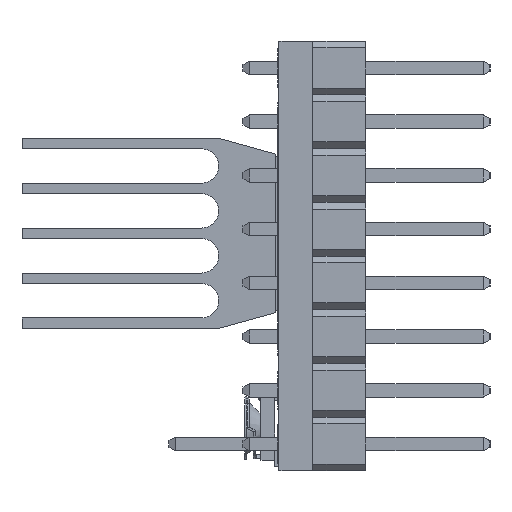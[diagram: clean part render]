
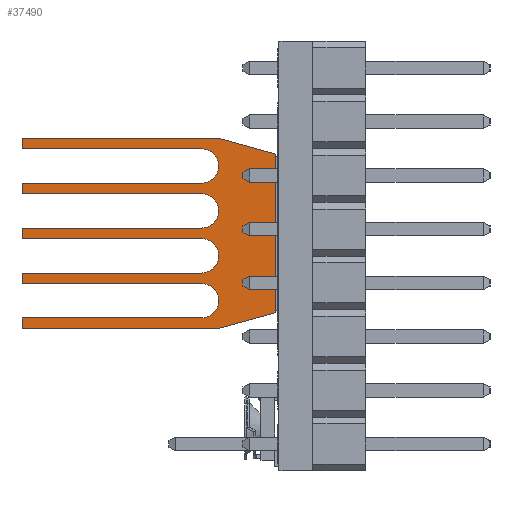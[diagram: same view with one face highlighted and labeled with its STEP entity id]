
A CAD part, left-side view. The second image highlights one B-rep face of the part: STEP entity #37490.
In plain terms, the highlighted face is planar.
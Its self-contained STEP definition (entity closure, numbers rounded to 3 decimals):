
#1404=CIRCLE('',#40156,0.813);
#1411=CIRCLE('',#40169,0.813);
#1418=CIRCLE('',#40182,0.813);
#1425=CIRCLE('',#40195,0.813);
#2357=FACE_OUTER_BOUND('',#4395,.T.);
#4395=EDGE_LOOP('',(#26324,#26325,#26326,#26327,#26328,#26329,#26330,#26331,
#26332,#26333,#26334,#26335,#26336,#26337,#26338,#26339,#26340,#26341,#26342,
#26343,#26344,#26345));
#7276=LINE('',#53881,#11555);
#7291=LINE('',#53912,#11570);
#7299=LINE('',#53930,#11578);
#7307=LINE('',#53948,#11586);
#7315=LINE('',#53966,#11594);
#7323=LINE('',#53984,#11602);
#7329=LINE('',#53996,#11608);
#7335=LINE('',#54008,#11614);
#7341=LINE('',#54020,#11620);
#7349=LINE('',#54050,#11628);
#7355=LINE('',#54062,#11634);
#7363=LINE('',#54092,#11642);
#7369=LINE('',#54104,#11648);
#7377=LINE('',#54134,#11656);
#7383=LINE('',#54146,#11662);
#7391=LINE('',#54176,#11670);
#7415=LINE('',#54229,#11694);
#7419=LINE('',#54234,#11698);
#11555=VECTOR('',#44208,7.5);
#11570=VECTOR('',#44227,0.5);
#11578=VECTOR('',#44239,0.5);
#11586=VECTOR('',#44251,0.5);
#11594=VECTOR('',#44263,0.5);
#11602=VECTOR('',#44275,0.5);
#11608=VECTOR('',#44285,9.3);
#11614=VECTOR('',#44295,9.3);
#11620=VECTOR('',#44305,8.488);
#11628=VECTOR('',#44335,8.488);
#11634=VECTOR('',#44345,8.488);
#11642=VECTOR('',#44375,8.488);
#11648=VECTOR('',#44385,8.488);
#11656=VECTOR('',#44415,8.488);
#11662=VECTOR('',#44425,8.488);
#11670=VECTOR('',#44455,8.488);
#11694=VECTOR('',#44493,2.802);
#11698=VECTOR('',#44499,2.802);
#15438=VERTEX_POINT('',#53879);
#15439=VERTEX_POINT('',#53880);
#15450=VERTEX_POINT('',#53905);
#15453=VERTEX_POINT('',#53910);
#15458=VERTEX_POINT('',#53923);
#15461=VERTEX_POINT('',#53928);
#15466=VERTEX_POINT('',#53941);
#15469=VERTEX_POINT('',#53946);
#15474=VERTEX_POINT('',#53959);
#15477=VERTEX_POINT('',#53964);
#15483=VERTEX_POINT('',#53978);
#15485=VERTEX_POINT('',#53982);
#15489=VERTEX_POINT('',#53993);
#15493=VERTEX_POINT('',#54006);
#15496=VERTEX_POINT('',#54016);
#15506=VERTEX_POINT('',#54039);
#15511=VERTEX_POINT('',#54058);
#15521=VERTEX_POINT('',#54081);
#15526=VERTEX_POINT('',#54100);
#15536=VERTEX_POINT('',#54123);
#15541=VERTEX_POINT('',#54142);
#15551=VERTEX_POINT('',#54165);
#19475=EDGE_CURVE('',#15438,#15439,#7276,.T.);
#19490=EDGE_CURVE('',#15453,#15450,#7291,.T.);
#19498=EDGE_CURVE('',#15461,#15458,#7299,.T.);
#19506=EDGE_CURVE('',#15469,#15466,#7307,.T.);
#19514=EDGE_CURVE('',#15477,#15474,#7315,.T.);
#19522=EDGE_CURVE('',#15485,#15483,#7323,.T.);
#19528=EDGE_CURVE('',#15483,#15489,#7329,.T.);
#19534=EDGE_CURVE('',#15493,#15477,#7335,.T.);
#19540=EDGE_CURVE('',#15474,#15496,#7341,.T.);
#19549=EDGE_CURVE('',#15496,#15506,#1404,.F.);
#19555=EDGE_CURVE('',#15506,#15469,#7349,.T.);
#19561=EDGE_CURVE('',#15466,#15511,#7355,.T.);
#19570=EDGE_CURVE('',#15511,#15521,#1411,.F.);
#19576=EDGE_CURVE('',#15521,#15461,#7363,.T.);
#19582=EDGE_CURVE('',#15458,#15526,#7369,.T.);
#19591=EDGE_CURVE('',#15526,#15536,#1418,.F.);
#19597=EDGE_CURVE('',#15536,#15453,#7377,.T.);
#19603=EDGE_CURVE('',#15450,#15541,#7383,.T.);
#19612=EDGE_CURVE('',#15541,#15551,#1425,.F.);
#19618=EDGE_CURVE('',#15551,#15485,#7391,.T.);
#19642=EDGE_CURVE('',#15489,#15438,#7415,.T.);
#19646=EDGE_CURVE('',#15439,#15493,#7419,.T.);
#26324=ORIENTED_EDGE('',*,*,#19612,.F.);
#26325=ORIENTED_EDGE('',*,*,#19603,.F.);
#26326=ORIENTED_EDGE('',*,*,#19490,.F.);
#26327=ORIENTED_EDGE('',*,*,#19597,.F.);
#26328=ORIENTED_EDGE('',*,*,#19591,.F.);
#26329=ORIENTED_EDGE('',*,*,#19582,.F.);
#26330=ORIENTED_EDGE('',*,*,#19498,.F.);
#26331=ORIENTED_EDGE('',*,*,#19576,.F.);
#26332=ORIENTED_EDGE('',*,*,#19570,.F.);
#26333=ORIENTED_EDGE('',*,*,#19561,.F.);
#26334=ORIENTED_EDGE('',*,*,#19506,.F.);
#26335=ORIENTED_EDGE('',*,*,#19555,.F.);
#26336=ORIENTED_EDGE('',*,*,#19549,.F.);
#26337=ORIENTED_EDGE('',*,*,#19540,.F.);
#26338=ORIENTED_EDGE('',*,*,#19514,.F.);
#26339=ORIENTED_EDGE('',*,*,#19534,.F.);
#26340=ORIENTED_EDGE('',*,*,#19646,.F.);
#26341=ORIENTED_EDGE('',*,*,#19475,.F.);
#26342=ORIENTED_EDGE('',*,*,#19642,.F.);
#26343=ORIENTED_EDGE('',*,*,#19528,.F.);
#26344=ORIENTED_EDGE('',*,*,#19522,.F.);
#26345=ORIENTED_EDGE('',*,*,#19618,.F.);
#34198=PLANE('',#40212);
#37490=ADVANCED_FACE('',(#2357),#34198,.F.);
#40156=AXIS2_PLACEMENT_3D('',#54040,#44324,#44325);
#40169=AXIS2_PLACEMENT_3D('',#54082,#44364,#44365);
#40182=AXIS2_PLACEMENT_3D('',#54124,#44404,#44405);
#40195=AXIS2_PLACEMENT_3D('',#54166,#44444,#44445);
#40212=AXIS2_PLACEMENT_3D('',#54249,#44518,#44519);
#44208=DIRECTION('',(1.,0.,0.));
#44227=DIRECTION('',(-1.,0.,0.));
#44239=DIRECTION('',(-1.,0.,0.));
#44251=DIRECTION('',(-1.,0.,0.));
#44263=DIRECTION('',(-1.,0.,0.));
#44275=DIRECTION('',(-1.,0.,0.));
#44285=DIRECTION('',(0.,-1.,0.));
#44295=DIRECTION('',(0.,1.,0.));
#44305=DIRECTION('',(0.,-1.,0.));
#44324=DIRECTION('center_axis',(0.,0.,1.));
#44325=DIRECTION('ref_axis',(1.,0.,0.));
#44335=DIRECTION('',(0.,1.,0.));
#44345=DIRECTION('',(0.,-1.,0.));
#44364=DIRECTION('center_axis',(0.,0.,1.));
#44365=DIRECTION('ref_axis',(1.,0.,0.));
#44375=DIRECTION('',(0.,1.,0.));
#44385=DIRECTION('',(0.,-1.,0.));
#44404=DIRECTION('center_axis',(0.,0.,1.));
#44405=DIRECTION('ref_axis',(1.,0.,0.));
#44415=DIRECTION('',(0.,1.,0.));
#44425=DIRECTION('',(0.,-1.,0.));
#44444=DIRECTION('center_axis',(0.,0.,1.));
#44445=DIRECTION('ref_axis',(1.,0.,0.));
#44455=DIRECTION('',(0.,1.,0.));
#44493=DIRECTION('',(0.268,-0.964,0.));
#44499=DIRECTION('',(0.268,0.964,0.));
#44518=DIRECTION('center_axis',(0.,0.,1.));
#44519=DIRECTION('ref_axis',(1.,0.,0.));
#53879=CARTESIAN_POINT('',(-3.75,0.,-4.5));
#53880=CARTESIAN_POINT('',(3.75,0.,-4.5));
#53881=CARTESIAN_POINT('',(-3.75,0.,-4.5));
#53905=CARTESIAN_POINT('',(-2.375,12.,-4.5));
#53910=CARTESIAN_POINT('',(-1.875,12.,-4.5));
#53912=CARTESIAN_POINT('',(-1.875,12.,-4.5));
#53923=CARTESIAN_POINT('',(-0.25,12.,-4.5));
#53928=CARTESIAN_POINT('',(0.25,12.,-4.5));
#53930=CARTESIAN_POINT('',(0.25,12.,-4.5));
#53941=CARTESIAN_POINT('',(1.875,12.,-4.5));
#53946=CARTESIAN_POINT('',(2.375,12.,-4.5));
#53948=CARTESIAN_POINT('',(2.375,12.,-4.5));
#53959=CARTESIAN_POINT('',(4.,12.,-4.5));
#53964=CARTESIAN_POINT('',(4.5,12.,-4.5));
#53966=CARTESIAN_POINT('',(4.5,12.,-4.5));
#53978=CARTESIAN_POINT('',(-4.5,12.,-4.5));
#53982=CARTESIAN_POINT('',(-4.,12.,-4.5));
#53984=CARTESIAN_POINT('',(-4.,12.,-4.5));
#53993=CARTESIAN_POINT('',(-4.5,2.7,-4.5));
#53996=CARTESIAN_POINT('',(-4.5,12.,-4.5));
#54006=CARTESIAN_POINT('',(4.5,2.7,-4.5));
#54008=CARTESIAN_POINT('',(4.5,2.7,-4.5));
#54016=CARTESIAN_POINT('',(4.,3.513,-4.5));
#54020=CARTESIAN_POINT('',(4.,12.,-4.5));
#54039=CARTESIAN_POINT('',(2.375,3.513,-4.5));
#54040=CARTESIAN_POINT('Origin',(3.188,3.513,-4.5));
#54050=CARTESIAN_POINT('',(2.375,3.513,-4.5));
#54058=CARTESIAN_POINT('',(1.875,3.513,-4.5));
#54062=CARTESIAN_POINT('',(1.875,12.,-4.5));
#54081=CARTESIAN_POINT('',(0.25,3.513,-4.5));
#54082=CARTESIAN_POINT('Origin',(1.063,3.513,-4.5));
#54092=CARTESIAN_POINT('',(0.25,3.513,-4.5));
#54100=CARTESIAN_POINT('',(-0.25,3.513,-4.5));
#54104=CARTESIAN_POINT('',(-0.25,12.,-4.5));
#54123=CARTESIAN_POINT('',(-1.875,3.513,-4.5));
#54124=CARTESIAN_POINT('Origin',(-1.063,3.513,-4.5));
#54134=CARTESIAN_POINT('',(-1.875,3.513,-4.5));
#54142=CARTESIAN_POINT('',(-2.375,3.513,-4.5));
#54146=CARTESIAN_POINT('',(-2.375,12.,-4.5));
#54165=CARTESIAN_POINT('',(-4.,3.513,-4.5));
#54166=CARTESIAN_POINT('Origin',(-3.188,3.513,-4.5));
#54176=CARTESIAN_POINT('',(-4.,3.513,-4.5));
#54229=CARTESIAN_POINT('',(-4.5,2.7,-4.5));
#54234=CARTESIAN_POINT('',(3.75,0.,-4.5));
#54249=CARTESIAN_POINT('Origin',(0.,0.,-4.5));
